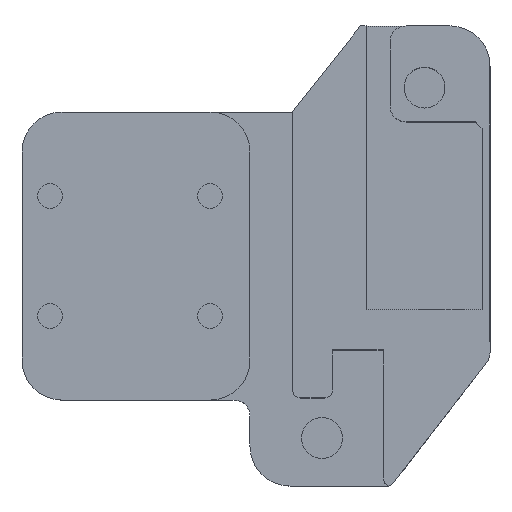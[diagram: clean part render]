
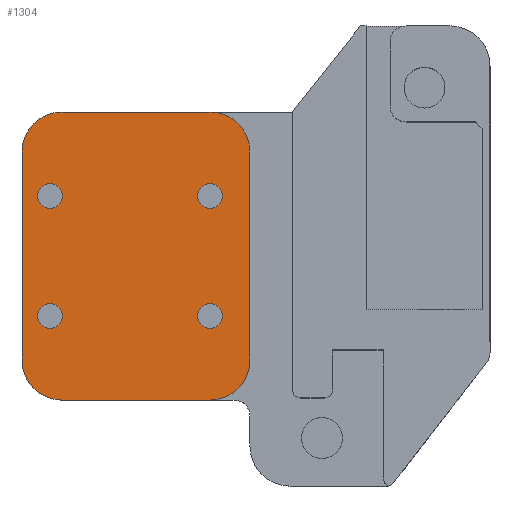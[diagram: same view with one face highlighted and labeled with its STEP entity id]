
A CAD part, top view. The second image highlights one B-rep face of the part: STEP entity #1304.
In plain terms, the highlighted planar face has unit normal (0, 0, 1).
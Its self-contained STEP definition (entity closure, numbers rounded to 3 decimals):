
#22=FACE_BOUND('',#196,.T.);
#23=FACE_BOUND('',#197,.T.);
#24=FACE_BOUND('',#198,.T.);
#25=FACE_BOUND('',#199,.T.);
#54=PLANE('',#1437);
#115=FACE_OUTER_BOUND('',#195,.T.);
#195=EDGE_LOOP('',(#1016,#1017,#1018,#1019,#1020,#1021,#1022,#1023));
#196=EDGE_LOOP('',(#1024));
#197=EDGE_LOOP('',(#1025));
#198=EDGE_LOOP('',(#1026));
#199=EDGE_LOOP('',(#1027));
#312=LINE('',#2091,#444);
#313=LINE('',#2095,#445);
#314=LINE('',#2099,#446);
#315=LINE('',#2102,#447);
#444=VECTOR('',#1692,1000.);
#445=VECTOR('',#1695,1000.);
#446=VECTOR('',#1698,1000.);
#447=VECTOR('',#1701,10.);
#549=CIRCLE('',#1436,5.);
#550=CIRCLE('',#1438,5.);
#551=CIRCLE('',#1439,5.);
#552=CIRCLE('',#1440,5.);
#553=CIRCLE('',#1441,1.55);
#554=CIRCLE('',#1442,1.55);
#555=CIRCLE('',#1443,1.55);
#556=CIRCLE('',#1444,1.55);
#637=VERTEX_POINT('',#2084);
#638=VERTEX_POINT('',#2085);
#639=VERTEX_POINT('',#2090);
#640=VERTEX_POINT('',#2092);
#641=VERTEX_POINT('',#2094);
#642=VERTEX_POINT('',#2096);
#643=VERTEX_POINT('',#2098);
#644=VERTEX_POINT('',#2100);
#645=VERTEX_POINT('',#2103);
#646=VERTEX_POINT('',#2105);
#647=VERTEX_POINT('',#2107);
#648=VERTEX_POINT('',#2109);
#781=EDGE_CURVE('',#637,#638,#549,.T.);
#784=EDGE_CURVE('',#639,#638,#312,.T.);
#785=EDGE_CURVE('',#639,#640,#550,.T.);
#786=EDGE_CURVE('',#641,#640,#313,.T.);
#787=EDGE_CURVE('',#642,#641,#551,.T.);
#788=EDGE_CURVE('',#642,#643,#314,.T.);
#789=EDGE_CURVE('',#643,#644,#552,.T.);
#790=EDGE_CURVE('',#637,#644,#315,.T.);
#791=EDGE_CURVE('',#645,#645,#553,.T.);
#792=EDGE_CURVE('',#646,#646,#554,.T.);
#793=EDGE_CURVE('',#647,#647,#555,.T.);
#794=EDGE_CURVE('',#648,#648,#556,.T.);
#1016=ORIENTED_EDGE('',*,*,#781,.T.);
#1017=ORIENTED_EDGE('',*,*,#784,.F.);
#1018=ORIENTED_EDGE('',*,*,#785,.T.);
#1019=ORIENTED_EDGE('',*,*,#786,.F.);
#1020=ORIENTED_EDGE('',*,*,#787,.F.);
#1021=ORIENTED_EDGE('',*,*,#788,.T.);
#1022=ORIENTED_EDGE('',*,*,#789,.T.);
#1023=ORIENTED_EDGE('',*,*,#790,.F.);
#1024=ORIENTED_EDGE('',*,*,#791,.T.);
#1025=ORIENTED_EDGE('',*,*,#792,.T.);
#1026=ORIENTED_EDGE('',*,*,#793,.T.);
#1027=ORIENTED_EDGE('',*,*,#794,.T.);
#1304=ADVANCED_FACE('',(#115,#22,#23,#24,#25),#54,.F.);
#1436=AXIS2_PLACEMENT_3D('',#2086,#1686,#1687);
#1437=AXIS2_PLACEMENT_3D('',#2089,#1690,#1691);
#1438=AXIS2_PLACEMENT_3D('',#2093,#1693,#1694);
#1439=AXIS2_PLACEMENT_3D('',#2097,#1696,#1697);
#1440=AXIS2_PLACEMENT_3D('',#2101,#1699,#1700);
#1441=AXIS2_PLACEMENT_3D('',#2104,#1702,#1703);
#1442=AXIS2_PLACEMENT_3D('',#2106,#1704,#1705);
#1443=AXIS2_PLACEMENT_3D('',#2108,#1706,#1707);
#1444=AXIS2_PLACEMENT_3D('',#2110,#1708,#1709);
#1686=DIRECTION('center_axis',(0.,0.,1.));
#1687=DIRECTION('ref_axis',(0.707,0.707,0.));
#1690=DIRECTION('center_axis',(0.,0.,-1.));
#1691=DIRECTION('ref_axis',(1.,0.,0.));
#1692=DIRECTION('',(1.,0.,0.));
#1693=DIRECTION('center_axis',(0.,0.,1.));
#1694=DIRECTION('ref_axis',(1.,0.,0.));
#1695=DIRECTION('',(0.,1.,0.));
#1696=DIRECTION('center_axis',(0.,0.,-1.));
#1697=DIRECTION('ref_axis',(1.,0.,0.));
#1698=DIRECTION('',(1.,0.,0.));
#1699=DIRECTION('center_axis',(0.,0.,1.));
#1700=DIRECTION('ref_axis',(1.,0.,0.));
#1701=DIRECTION('',(0.,-1.,0.));
#1702=DIRECTION('center_axis',(0.,0.,-1.));
#1703=DIRECTION('ref_axis',(1.,0.,0.));
#1704=DIRECTION('center_axis',(0.,0.,-1.));
#1705=DIRECTION('ref_axis',(1.,0.,0.));
#1706=DIRECTION('center_axis',(0.,0.,-1.));
#1707=DIRECTION('ref_axis',(1.,0.,0.));
#1708=DIRECTION('center_axis',(0.,0.,-1.));
#1709=DIRECTION('ref_axis',(1.,0.,0.));
#2084=CARTESIAN_POINT('',(15.,13.,5.));
#2085=CARTESIAN_POINT('',(10.,18.,5.));
#2086=CARTESIAN_POINT('Origin',(10.,13.,5.));
#2089=CARTESIAN_POINT('Origin',(13.443,0.,5.));
#2090=CARTESIAN_POINT('',(-8.5,18.,5.));
#2091=CARTESIAN_POINT('',(2.25,18.,5.));
#2092=CARTESIAN_POINT('',(-13.5,13.,5.));
#2093=CARTESIAN_POINT('Origin',(-8.5,13.,5.));
#2094=CARTESIAN_POINT('',(-13.5,-13.,5.));
#2095=CARTESIAN_POINT('',(-13.5,-8.5,5.));
#2096=CARTESIAN_POINT('',(-8.5,-18.,5.));
#2097=CARTESIAN_POINT('Origin',(-8.5,-13.,5.));
#2098=CARTESIAN_POINT('',(10.,-18.,5.));
#2099=CARTESIAN_POINT('',(2.25,-18.,5.));
#2100=CARTESIAN_POINT('',(15.,-13.,5.));
#2101=CARTESIAN_POINT('Origin',(10.,-13.,5.));
#2102=CARTESIAN_POINT('',(15.,15.144,5.));
#2103=CARTESIAN_POINT('',(-11.55,7.5,5.));
#2104=CARTESIAN_POINT('Origin',(-10.,7.5,5.));
#2105=CARTESIAN_POINT('',(8.45,7.5,5.));
#2106=CARTESIAN_POINT('Origin',(10.,7.5,5.));
#2107=CARTESIAN_POINT('',(8.45,-7.5,5.));
#2108=CARTESIAN_POINT('Origin',(10.,-7.5,5.));
#2109=CARTESIAN_POINT('',(-11.55,-7.5,5.));
#2110=CARTESIAN_POINT('Origin',(-10.,-7.5,5.));
